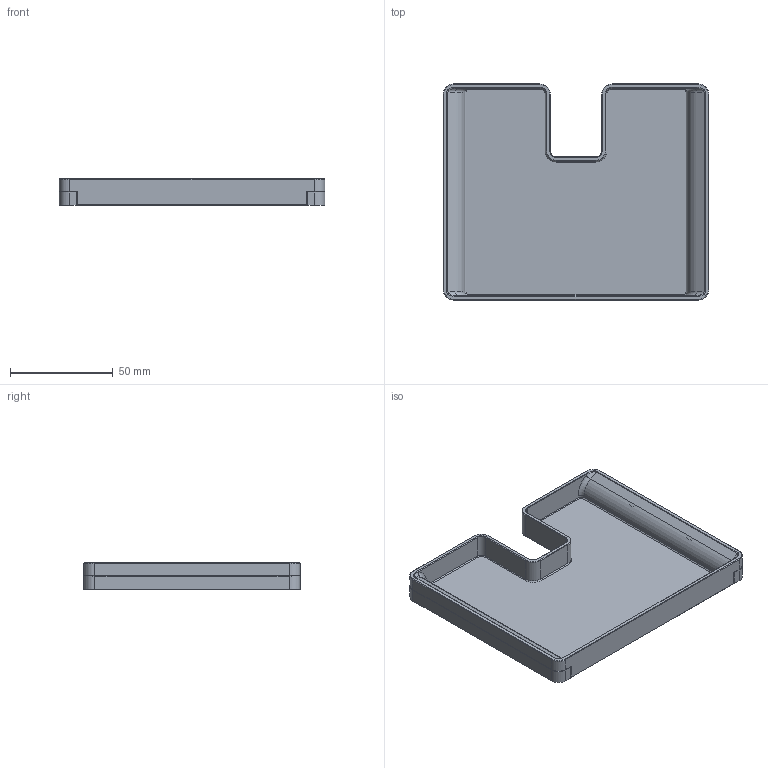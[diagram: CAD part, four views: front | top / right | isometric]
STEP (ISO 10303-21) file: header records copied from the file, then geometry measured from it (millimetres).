
FILE_DESCRIPTION(/* description */ (''),/* implementation_level */ '2;1');
FILE_NAME(/* name */ 'GBP_V2.4-center_bucket.step',/* time_stamp */ '2025-10-07T17:40:26+02:00',/* author */ (''),/* organization */ (''),/* preprocessor_version */ 'ST-DEVELOPER v20.1',/* originating_system */ 'Autodesk Translation Framework v14.17.0.0',/* authorisation */ '');
FILE_SCHEMA (('AUTOMOTIVE_DESIGN { 1 0 10303 214 3 1 1 }'));
Length unit declared in the file: millimetre
Products named in the file (1): GBP_V2.4-center_bucket
Bounding box: 129 x 105 x 13 mm (x, y, z)
Volume: 35346.3 mm3; surface area: 47242.3 mm2
Topology: 3 solids, 5 shells, 295 faces, 719 edges, 439 vertices
Faces by surface type: plane 217, cylinder 34, cone 32, bspline 8, torus 4
Entity records: 8592 total; most frequent: CARTESIAN_POINT 1670, ORIENTED_EDGE 1438, DIRECTION 1379, EDGE_CURVE 719, LINE 603, VECTOR 603, VERTEX_POINT 439, AXIS2_PLACEMENT_3D 388
